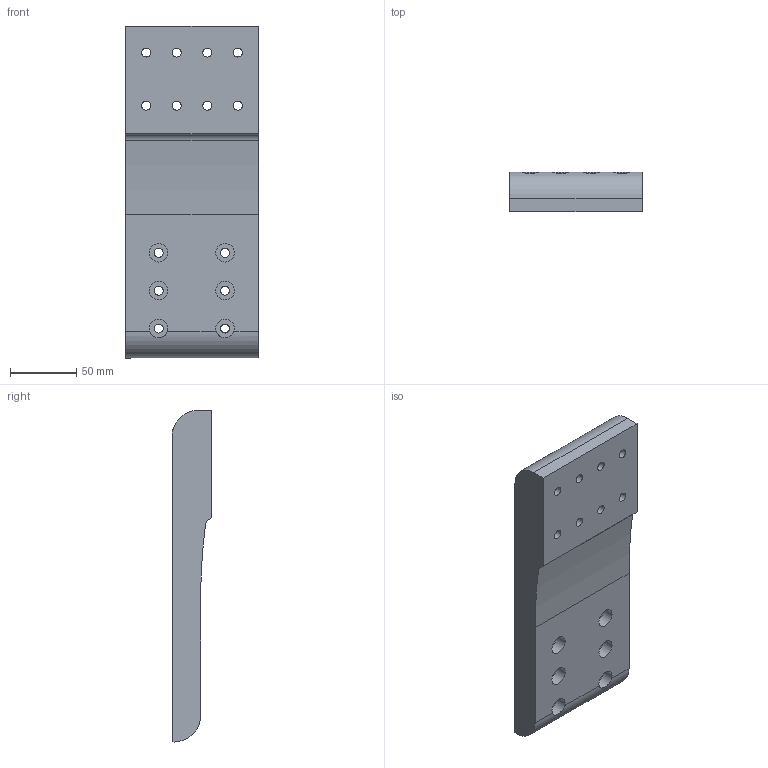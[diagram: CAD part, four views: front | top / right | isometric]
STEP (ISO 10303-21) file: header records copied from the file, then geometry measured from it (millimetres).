
FILE_DESCRIPTION(/* description */ (''),/* implementation_level */ '2;1');
FILE_NAME(/* name */ 'Vetical Actuator mount.step',/* time_stamp */ '2021-11-09T16:48:59+01:00',/* author */ (''),/* organization */ (''),/* preprocessor_version */ 'ST-DEVELOPER v18.1',/* originating_system */ 'Autodesk Translation Framework v10.10.0.1391',/* authorisation */ '');
FILE_SCHEMA (('AUTOMOTIVE_DESIGN { 1 0 10303 214 3 1 1 }'));
Length unit declared in the file: millimetre
Products named in the file (1): Actuator mount
Bounding box: 100 x 30 x 250 mm (x, y, z)
Volume: 570684.8 mm3; surface area: 75298.4 mm2
Topology: 1 solids, 1 shells, 54 faces, 132 edges, 88 vertices
Faces by surface type: cylinder 32, plane 22
Full cylindrical faces by diameter (mm): 6.779 x14, 14 x14
Entity records: 1800 total; most frequent: CARTESIAN_POINT 383, DIRECTION 294, ORIENTED_EDGE 264, EDGE_CURVE 132, AXIS2_PLACEMENT_3D 119, EDGE_LOOP 90, VERTEX_POINT 88, CIRCLE 64
